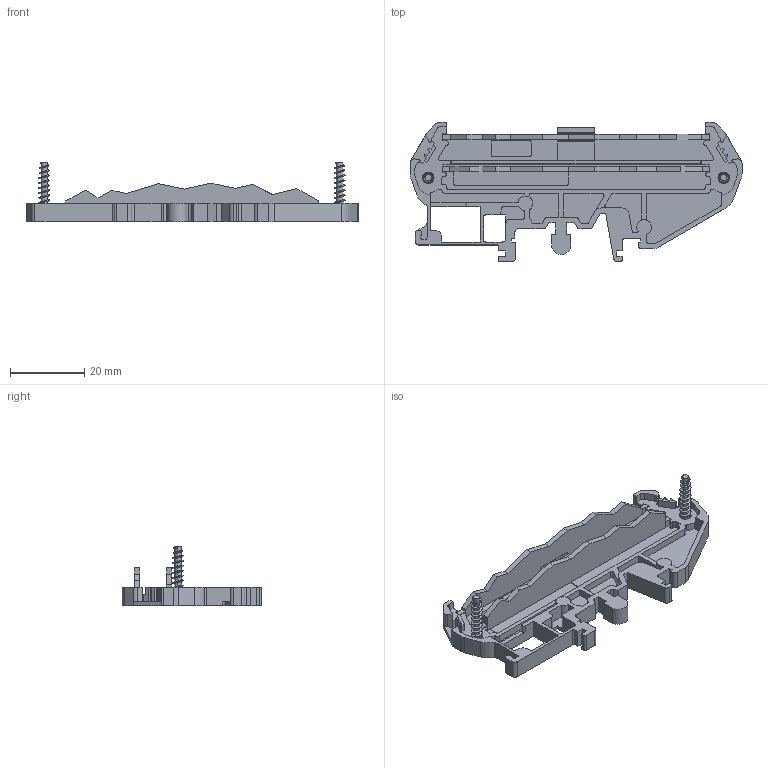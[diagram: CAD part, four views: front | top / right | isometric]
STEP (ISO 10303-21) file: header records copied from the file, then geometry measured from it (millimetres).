
FILE_DESCRIPTION(('Creo Elements/Direct Modeling STEP Export'),'2;1');
FILE_NAME('model.stp','2018-07-13T13:35:39',(''),(''),'Creo Elements/Direct Modeling STEP processor for AP214 (Solid Model)','Creo Elements/Direct Modeling 18.1I 14-Aug-2016 (C) Parametric Technology GmbH','');
FILE_SCHEMA(('AUTOMOTIVE_DESIGN { 1 0 10303 214 1 1 1 1 }'));
Length unit declared in the file: millimetre
Products named in the file (5): UM72_SE..._PCB-Frag_O_für_UM72; UM72-SE..._PCB-Frag_M_für_UM72; UM_72-SEFE_L_H.Select__00275152; Schr.Lins._3x14-Z_01151118.3; UM_72-SEFE_L_TECDOC__00461484
Assembly tree (5 placements, depth 2):
  UM_72-SEFE_L_TECDOC__00461484
    Schr.Lins._3x14-Z_01151118.3  x2
    UM_72-SEFE_L_H.Select__00275152
    UM72-SE..._PCB-Frag_M_für_UM72
    UM72_SE..._PCB-Frag_O_für_UM72
Bounding box: 89.6 x 37.6 x 16 mm (x, y, z)
Volume: 6153.4 mm3; surface area: 10713.2 mm2
Topology: 5 solids, 5 shells, 799 faces, 2321 edges, 1544 vertices
Faces by surface type: plane 578, cylinder 191, cone 18, sphere 4, torus 4, bspline 4
Entity records: 26287 total; most frequent: CARTESIAN_POINT 7449, ORIENTED_EDGE 4124, DIRECTION 3580, EDGE_CURVE 2062, VECTOR 1634, LINE 1634, VERTEX_POINT 1374, AXIS2_PLACEMENT_3D 973
